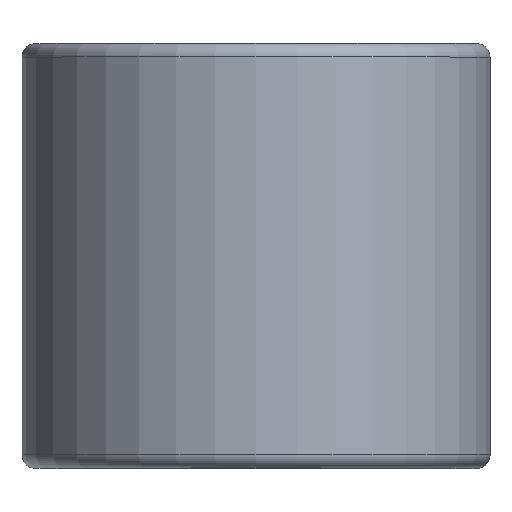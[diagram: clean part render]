
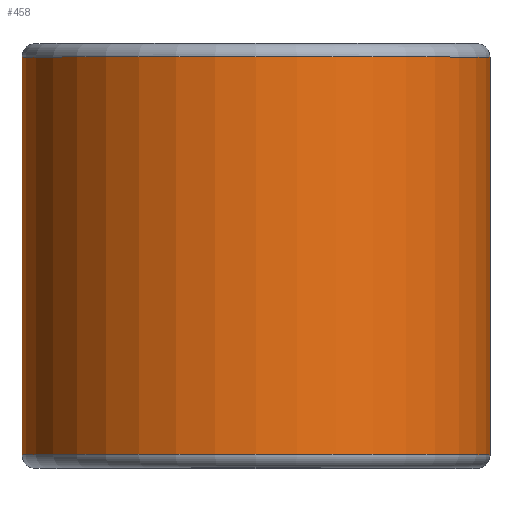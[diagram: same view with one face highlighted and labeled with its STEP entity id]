
A CAD part, top view. The second image highlights one B-rep face of the part: STEP entity #458.
In plain terms, the highlighted cylindrical face has radius 13.119 mm (diameter 26.238 mm), a partial arc.
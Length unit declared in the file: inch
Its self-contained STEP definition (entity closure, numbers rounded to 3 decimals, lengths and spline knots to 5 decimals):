
#6 = EDGE_CURVE ( 'NONE', #2382, #526, #1353, .T. ) ;
#11 = DIRECTION ( 'NONE',  ( 0., -1., 0. ) ) ;
#53 = DIRECTION ( 'NONE',  ( 0., 1., 0. ) ) ;
#130 = DIRECTION ( 'NONE',  ( 0., 0., -1. ) ) ;
#158 = EDGE_CURVE ( 'NONE', #896, #2382, #1305, .T. ) ;
#186 = CYLINDRICAL_SURFACE ( 'NONE', #2007, 0.5165 ) ;
#234 = DIRECTION ( 'NONE',  ( 0., 1., 0. ) ) ;
#322 = VECTOR ( 'NONE', #234, 39.37008 ) ;
#378 = VERTEX_POINT ( 'NONE', #1367 ) ;
#458 = ADVANCED_FACE ( 'NONE', ( #1158 ), #186, .T. ) ;
#478 = CARTESIAN_POINT ( 'NONE',  ( 0., 0.43875, -0.5165 ) ) ;
#502 = CARTESIAN_POINT ( 'NONE',  ( 0.5165, -0.43875, 0. ) ) ;
#526 = VERTEX_POINT ( 'NONE', #478 ) ;
#655 = CARTESIAN_POINT ( 'NONE',  ( 0., 0.43875, -0.5165 ) ) ;
#896 = VERTEX_POINT ( 'NONE', #502 ) ;
#905 = CARTESIAN_POINT ( 'NONE',  ( 0., 0.4375, 0. ) ) ;
#951 = ORIENTED_EDGE ( 'NONE', *, *, #1591, .F. ) ;
#984 = CARTESIAN_POINT ( 'NONE',  ( 0., -0.43875, 0. ) ) ;
#1005 = AXIS2_PLACEMENT_3D ( 'NONE', #1851, #1494, #1487 ) ;
#1037 = ORIENTED_EDGE ( 'NONE', *, *, #158, .T. ) ;
#1046 = CARTESIAN_POINT ( 'NONE',  ( 0.5165, 0.43875, 0. ) ) ;
#1158 = FACE_OUTER_BOUND ( 'NONE', #1432, .T. ) ;
#1267 = DIRECTION ( 'NONE',  ( 0., 0., -1. ) ) ;
#1284 = ORIENTED_EDGE ( 'NONE', *, *, #6, .T. ) ;
#1305 = LINE ( 'NONE', #1046, #322 ) ;
#1353 = CIRCLE ( 'NONE', #1005, 0.5165 ) ;
#1367 = CARTESIAN_POINT ( 'NONE',  ( 0., -0.43875, -0.5165 ) ) ;
#1414 = CARTESIAN_POINT ( 'NONE',  ( 0.5165, 0.43875, 0. ) ) ;
#1423 = AXIS2_PLACEMENT_3D ( 'NONE', #984, #2235, #1267 ) ;
#1432 = EDGE_LOOP ( 'NONE', ( #1037, #1284, #2445, #951 ) ) ;
#1450 = VECTOR ( 'NONE', #53, 39.37008 ) ;
#1487 = DIRECTION ( 'NONE',  ( 0., 0., -1. ) ) ;
#1493 = LINE ( 'NONE', #655, #1450 ) ;
#1494 = DIRECTION ( 'NONE',  ( 0., -1., 0. ) ) ;
#1591 = EDGE_CURVE ( 'NONE', #896, #378, #1627, .T. ) ;
#1627 = CIRCLE ( 'NONE', #1423, 0.5165 ) ;
#1851 = CARTESIAN_POINT ( 'NONE',  ( 0., 0.43875, 0. ) ) ;
#2007 = AXIS2_PLACEMENT_3D ( 'NONE', #905, #11, #130 ) ;
#2235 = DIRECTION ( 'NONE',  ( 0., -1., 0. ) ) ;
#2339 = EDGE_CURVE ( 'NONE', #378, #526, #1493, .T. ) ;
#2382 = VERTEX_POINT ( 'NONE', #1414 ) ;
#2445 = ORIENTED_EDGE ( 'NONE', *, *, #2339, .F. ) ;
